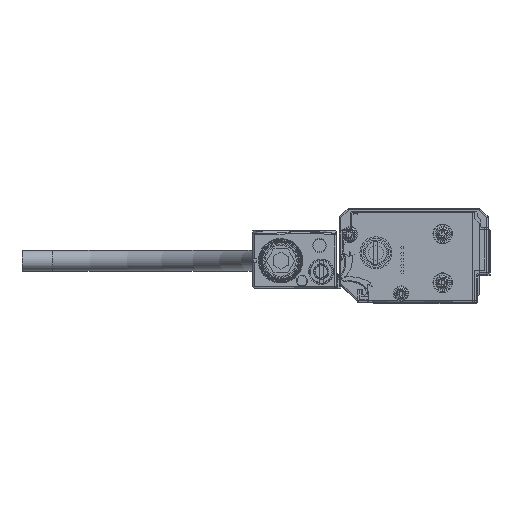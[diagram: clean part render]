
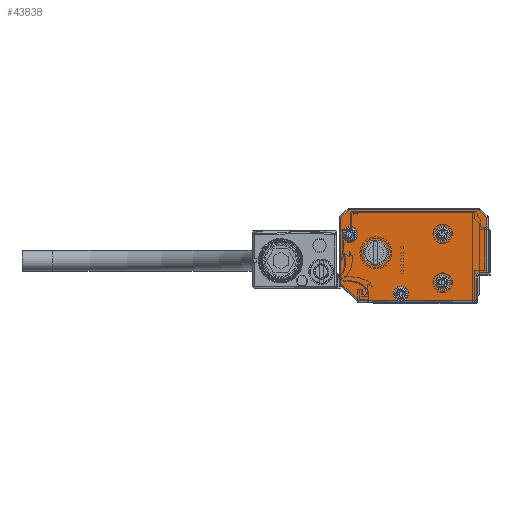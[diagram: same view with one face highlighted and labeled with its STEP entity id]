
A CAD part, left-side view. The second image highlights one B-rep face of the part: STEP entity #43838.
In plain terms, the highlighted planar face has unit normal (-1, 0, 0).
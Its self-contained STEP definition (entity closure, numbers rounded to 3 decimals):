
#43623=AXIS2_PLACEMENT_3D('Circle Axis2P3D',#43621,#43622,$) ;
#43651=AXIS2_PLACEMENT_3D('Circle Axis2P3D',#43649,#43650,$) ;
#43666=AXIS2_PLACEMENT_3D('Plane Axis2P3D',#43663,#43664,#43665) ;
#43670=AXIS2_PLACEMENT_3D('Circle Axis2P3D',#43668,#43669,$) ;
#43677=AXIS2_PLACEMENT_3D('Circle Axis2P3D',#43675,#43676,$) ;
#43684=AXIS2_PLACEMENT_3D('Circle Axis2P3D',#43682,#43683,$) ;
#43696=AXIS2_PLACEMENT_3D('Circle Axis2P3D',#43694,#43695,$) ;
#43768=AXIS2_PLACEMENT_3D('Circle Axis2P3D',#43766,#43767,$) ;
#43777=AXIS2_PLACEMENT_3D('Circle Axis2P3D',#43775,#43776,$) ;
#43786=AXIS2_PLACEMENT_3D('Circle Axis2P3D',#43784,#43785,$) ;
#43795=AXIS2_PLACEMENT_3D('Circle Axis2P3D',#43793,#43794,$) ;
#43804=AXIS2_PLACEMENT_3D('Circle Axis2P3D',#43802,#43803,$) ;
#43813=AXIS2_PLACEMENT_3D('Circle Axis2P3D',#43811,#43812,$) ;
#43822=AXIS2_PLACEMENT_3D('Circle Axis2P3D',#43820,#43821,$) ;
#43831=AXIS2_PLACEMENT_3D('Circle Axis2P3D',#43829,#43830,$) ;
#36885=CARTESIAN_POINT('Vertex',(-1573.,8.4,-1.)) ;
#36887=CARTESIAN_POINT('Vertex',(-1573.,7.,-1.)) ;
#36890=CARTESIAN_POINT('Line Origine',(-1573.,3.5,-1.)) ;
#36894=CARTESIAN_POINT('Vertex',(-1573.,21.793,-1.)) ;
#36906=CARTESIAN_POINT('Vertex',(-1573.,-17.,-1.)) ;
#36909=CARTESIAN_POINT('Line Origine',(-1573.,3.5,-1.)) ;
#43621=CARTESIAN_POINT('Axis2P3D Location',(-1573.,7.7,1.4)) ;
#43625=CARTESIAN_POINT('Vertex',(-1573.,5.2,1.4)) ;
#43646=CARTESIAN_POINT('Vertex',(-1573.,9.894,0.201)) ;
#43649=CARTESIAN_POINT('Axis2P3D Location',(-1573.,7.7,1.4)) ;
#43663=CARTESIAN_POINT('Axis2P3D Location',(-1573.,-21.5,13.5)) ;
#43668=CARTESIAN_POINT('Axis2P3D Location',(-1573.,7.7,1.4)) ;
#43672=CARTESIAN_POINT('Vertex',(-1573.,10.2,1.4)) ;
#43675=CARTESIAN_POINT('Axis2P3D Location',(-1573.,7.7,1.4)) ;
#43679=CARTESIAN_POINT('Vertex',(-1573.,5.506,2.599)) ;
#43682=CARTESIAN_POINT('Axis2P3D Location',(-1573.,7.7,1.4)) ;
#43687=CARTESIAN_POINT('Line Origine',(-1573.,-17.,3.1)) ;
#43691=CARTESIAN_POINT('Vertex',(-1573.,-17.,7.2)) ;
#43694=CARTESIAN_POINT('Axis2P3D Location',(-1573.,-18.,7.2)) ;
#43698=CARTESIAN_POINT('Vertex',(-1573.,-18.,8.2)) ;
#43701=CARTESIAN_POINT('Line Origine',(-1573.,-19.25,8.2)) ;
#43705=CARTESIAN_POINT('Vertex',(-1573.,-20.5,8.2)) ;
#43708=CARTESIAN_POINT('Line Origine',(-1573.,-20.5,17.246)) ;
#43712=CARTESIAN_POINT('Vertex',(-1573.,-20.5,26.293)) ;
#43715=CARTESIAN_POINT('Line Origine',(-1573.,-19.146,27.646)) ;
#43719=CARTESIAN_POINT('Vertex',(-1573.,-17.793,29.)) ;
#43722=CARTESIAN_POINT('Line Origine',(-1573.,3.5,29.)) ;
#43726=CARTESIAN_POINT('Vertex',(-1573.,24.793,29.)) ;
#43729=CARTESIAN_POINT('Line Origine',(-1573.,26.146,27.646)) ;
#43733=CARTESIAN_POINT('Vertex',(-1573.,27.5,26.293)) ;
#43736=CARTESIAN_POINT('Line Origine',(-1573.,27.5,15.5)) ;
#43740=CARTESIAN_POINT('Vertex',(-1573.,27.5,4.707)) ;
#43743=CARTESIAN_POINT('Line Origine',(-1573.,24.646,1.854)) ;
#43766=CARTESIAN_POINT('Axis2P3D Location',(-1573.,-6.,5.)) ;
#43770=CARTESIAN_POINT('Vertex',(-1573.,-3.806,3.801)) ;
#43772=CARTESIAN_POINT('Vertex',(-1573.,-8.194,6.199)) ;
#43775=CARTESIAN_POINT('Axis2P3D Location',(-1573.,-6.,5.)) ;
#43784=CARTESIAN_POINT('Axis2P3D Location',(-1573.,16.,14.8)) ;
#43788=CARTESIAN_POINT('Vertex',(-1573.,11.85,14.8)) ;
#43790=CARTESIAN_POINT('Vertex',(-1573.,20.15,14.8)) ;
#43793=CARTESIAN_POINT('Axis2P3D Location',(-1573.,16.,14.8)) ;
#43802=CARTESIAN_POINT('Axis2P3D Location',(-1573.,-6.,21.)) ;
#43806=CARTESIAN_POINT('Vertex',(-1573.,-8.194,22.199)) ;
#43808=CARTESIAN_POINT('Vertex',(-1573.,-3.806,19.801)) ;
#43811=CARTESIAN_POINT('Axis2P3D Location',(-1573.,-6.,21.)) ;
#43820=CARTESIAN_POINT('Axis2P3D Location',(-1573.,24.5,20.9)) ;
#43824=CARTESIAN_POINT('Vertex',(-1573.,22.306,22.099)) ;
#43826=CARTESIAN_POINT('Vertex',(-1573.,26.694,19.701)) ;
#43829=CARTESIAN_POINT('Axis2P3D Location',(-1573.,24.5,20.9)) ;
#36891=DIRECTION('Vector Direction',(0.,1.,0.)) ;
#36910=DIRECTION('Vector Direction',(0.,1.,0.)) ;
#43622=DIRECTION('Axis2P3D Direction',(-1.,0.,0.)) ;
#43650=DIRECTION('Axis2P3D Direction',(-1.,0.,0.)) ;
#43664=DIRECTION('Axis2P3D Direction',(1.,0.,0.)) ;
#43665=DIRECTION('Axis2P3D XDirection',(0.,1.,0.)) ;
#43669=DIRECTION('Axis2P3D Direction',(1.,0.,0.)) ;
#43676=DIRECTION('Axis2P3D Direction',(1.,0.,0.)) ;
#43683=DIRECTION('Axis2P3D Direction',(1.,0.,0.)) ;
#43688=DIRECTION('Vector Direction',(0.,0.,1.)) ;
#43695=DIRECTION('Axis2P3D Direction',(1.,0.,0.)) ;
#43702=DIRECTION('Vector Direction',(0.,-1.,0.)) ;
#43709=DIRECTION('Vector Direction',(0.,0.,1.)) ;
#43716=DIRECTION('Vector Direction',(0.,-0.707,-0.707)) ;
#43723=DIRECTION('Vector Direction',(0.,1.,0.)) ;
#43730=DIRECTION('Vector Direction',(0.,0.707,-0.707)) ;
#43737=DIRECTION('Vector Direction',(0.,0.,-1.)) ;
#43744=DIRECTION('Vector Direction',(0.,-0.707,-0.707)) ;
#43767=DIRECTION('Axis2P3D Direction',(1.,0.,0.)) ;
#43776=DIRECTION('Axis2P3D Direction',(1.,0.,0.)) ;
#43785=DIRECTION('Axis2P3D Direction',(1.,0.,0.)) ;
#43794=DIRECTION('Axis2P3D Direction',(1.,0.,0.)) ;
#43803=DIRECTION('Axis2P3D Direction',(1.,0.,0.)) ;
#43812=DIRECTION('Axis2P3D Direction',(1.,0.,0.)) ;
#43821=DIRECTION('Axis2P3D Direction',(1.,0.,0.)) ;
#43830=DIRECTION('Axis2P3D Direction',(1.,0.,0.)) ;
#36892=VECTOR('Line Direction',#36891,1.) ;
#36911=VECTOR('Line Direction',#36910,1.) ;
#43689=VECTOR('Line Direction',#43688,1.) ;
#43703=VECTOR('Line Direction',#43702,1.) ;
#43710=VECTOR('Line Direction',#43709,1.) ;
#43717=VECTOR('Line Direction',#43716,1.) ;
#43724=VECTOR('Line Direction',#43723,1.) ;
#43731=VECTOR('Line Direction',#43730,1.) ;
#43738=VECTOR('Line Direction',#43737,1.) ;
#43745=VECTOR('Line Direction',#43744,1.) ;
#43749=ORIENTED_EDGE('',*,*,#43653,.T.) ;
#43750=ORIENTED_EDGE('',*,*,#43674,.T.) ;
#43751=ORIENTED_EDGE('',*,*,#43681,.T.) ;
#43752=ORIENTED_EDGE('',*,*,#43686,.T.) ;
#43753=ORIENTED_EDGE('',*,*,#43627,.T.) ;
#43754=ORIENTED_EDGE('',*,*,#36913,.F.) ;
#43755=ORIENTED_EDGE('',*,*,#43693,.F.) ;
#43756=ORIENTED_EDGE('',*,*,#43700,.F.) ;
#43757=ORIENTED_EDGE('',*,*,#43707,.F.) ;
#43758=ORIENTED_EDGE('',*,*,#43714,.F.) ;
#43759=ORIENTED_EDGE('',*,*,#43721,.F.) ;
#43760=ORIENTED_EDGE('',*,*,#43728,.F.) ;
#43761=ORIENTED_EDGE('',*,*,#43735,.F.) ;
#43762=ORIENTED_EDGE('',*,*,#43742,.F.) ;
#43763=ORIENTED_EDGE('',*,*,#43747,.F.) ;
#43764=ORIENTED_EDGE('',*,*,#36896,.F.) ;
#43781=ORIENTED_EDGE('',*,*,#43774,.T.) ;
#43782=ORIENTED_EDGE('',*,*,#43779,.T.) ;
#43799=ORIENTED_EDGE('',*,*,#43792,.T.) ;
#43800=ORIENTED_EDGE('',*,*,#43797,.T.) ;
#43817=ORIENTED_EDGE('',*,*,#43810,.T.) ;
#43818=ORIENTED_EDGE('',*,*,#43815,.T.) ;
#43835=ORIENTED_EDGE('',*,*,#43828,.T.) ;
#43836=ORIENTED_EDGE('',*,*,#43833,.T.) ;
#43783=FACE_BOUND('',#43780,.T.) ;
#43801=FACE_BOUND('',#43798,.T.) ;
#43819=FACE_BOUND('',#43816,.T.) ;
#43837=FACE_BOUND('',#43834,.T.) ;
#43838=ADVANCED_FACE('\X2\FF8AFF9FFF70FF82\X0\ \X2\FF8EFF9EFF83FF9EFF68FF70\X0\',(#43765,#43783,#43801,#43819,#43837),#43667,.F.) ;
#43624=CIRCLE('generated circle',#43623,2.5) ;
#43652=CIRCLE('generated circle',#43651,2.5) ;
#43671=CIRCLE('generated circle',#43670,2.5) ;
#43678=CIRCLE('generated circle',#43677,2.5) ;
#43685=CIRCLE('generated circle',#43684,2.5) ;
#43697=CIRCLE('generated circle',#43696,1.) ;
#43769=CIRCLE('generated circle',#43768,2.5) ;
#43778=CIRCLE('generated circle',#43777,2.5) ;
#43787=CIRCLE('generated circle',#43786,4.15) ;
#43796=CIRCLE('generated circle',#43795,4.15) ;
#43805=CIRCLE('generated circle',#43804,2.5) ;
#43814=CIRCLE('generated circle',#43813,2.5) ;
#43823=CIRCLE('generated circle',#43822,2.5) ;
#43832=CIRCLE('generated circle',#43831,2.5) ;
#36896=EDGE_CURVE('',#36886,#36895,#36893,.T.) ;
#36913=EDGE_CURVE('',#36907,#36888,#36912,.T.) ;
#43627=EDGE_CURVE('',#43626,#36888,#43624,.F.) ;
#43653=EDGE_CURVE('',#36886,#43647,#43652,.F.) ;
#43674=EDGE_CURVE('',#43647,#43673,#43671,.T.) ;
#43681=EDGE_CURVE('',#43673,#43680,#43678,.T.) ;
#43686=EDGE_CURVE('',#43680,#43626,#43685,.T.) ;
#43693=EDGE_CURVE('',#43692,#36907,#43690,.F.) ;
#43700=EDGE_CURVE('',#43699,#43692,#43697,.F.) ;
#43707=EDGE_CURVE('',#43706,#43699,#43704,.F.) ;
#43714=EDGE_CURVE('',#43713,#43706,#43711,.F.) ;
#43721=EDGE_CURVE('',#43720,#43713,#43718,.T.) ;
#43728=EDGE_CURVE('',#43727,#43720,#43725,.F.) ;
#43735=EDGE_CURVE('',#43734,#43727,#43732,.F.) ;
#43742=EDGE_CURVE('',#43741,#43734,#43739,.F.) ;
#43747=EDGE_CURVE('',#36895,#43741,#43746,.F.) ;
#43774=EDGE_CURVE('',#43771,#43773,#43769,.T.) ;
#43779=EDGE_CURVE('',#43773,#43771,#43778,.T.) ;
#43792=EDGE_CURVE('',#43789,#43791,#43787,.T.) ;
#43797=EDGE_CURVE('',#43791,#43789,#43796,.T.) ;
#43810=EDGE_CURVE('',#43807,#43809,#43805,.T.) ;
#43815=EDGE_CURVE('',#43809,#43807,#43814,.T.) ;
#43828=EDGE_CURVE('',#43825,#43827,#43823,.T.) ;
#43833=EDGE_CURVE('',#43827,#43825,#43832,.T.) ;
#43748=EDGE_LOOP('',(#43749,#43750,#43751,#43752,#43753,#43754,#43755,#43756,#43757,#43758,#43759,#43760,#43761,#43762,#43763,#43764)) ;
#43780=EDGE_LOOP('',(#43781,#43782)) ;
#43798=EDGE_LOOP('',(#43799,#43800)) ;
#43816=EDGE_LOOP('',(#43817,#43818)) ;
#43834=EDGE_LOOP('',(#43835,#43836)) ;
#43765=FACE_OUTER_BOUND('',#43748,.T.) ;
#36893=LINE('Line',#36890,#36892) ;
#36912=LINE('Line',#36909,#36911) ;
#43690=LINE('Line',#43687,#43689) ;
#43704=LINE('Line',#43701,#43703) ;
#43711=LINE('Line',#43708,#43710) ;
#43718=LINE('Line',#43715,#43717) ;
#43725=LINE('Line',#43722,#43724) ;
#43732=LINE('Line',#43729,#43731) ;
#43739=LINE('Line',#43736,#43738) ;
#43746=LINE('Line',#43743,#43745) ;
#43667=PLANE('Plane',#43666) ;
#36886=VERTEX_POINT('',#36885) ;
#36888=VERTEX_POINT('',#36887) ;
#36895=VERTEX_POINT('',#36894) ;
#36907=VERTEX_POINT('',#36906) ;
#43626=VERTEX_POINT('',#43625) ;
#43647=VERTEX_POINT('',#43646) ;
#43673=VERTEX_POINT('',#43672) ;
#43680=VERTEX_POINT('',#43679) ;
#43692=VERTEX_POINT('',#43691) ;
#43699=VERTEX_POINT('',#43698) ;
#43706=VERTEX_POINT('',#43705) ;
#43713=VERTEX_POINT('',#43712) ;
#43720=VERTEX_POINT('',#43719) ;
#43727=VERTEX_POINT('',#43726) ;
#43734=VERTEX_POINT('',#43733) ;
#43741=VERTEX_POINT('',#43740) ;
#43771=VERTEX_POINT('',#43770) ;
#43773=VERTEX_POINT('',#43772) ;
#43789=VERTEX_POINT('',#43788) ;
#43791=VERTEX_POINT('',#43790) ;
#43807=VERTEX_POINT('',#43806) ;
#43809=VERTEX_POINT('',#43808) ;
#43825=VERTEX_POINT('',#43824) ;
#43827=VERTEX_POINT('',#43826) ;
